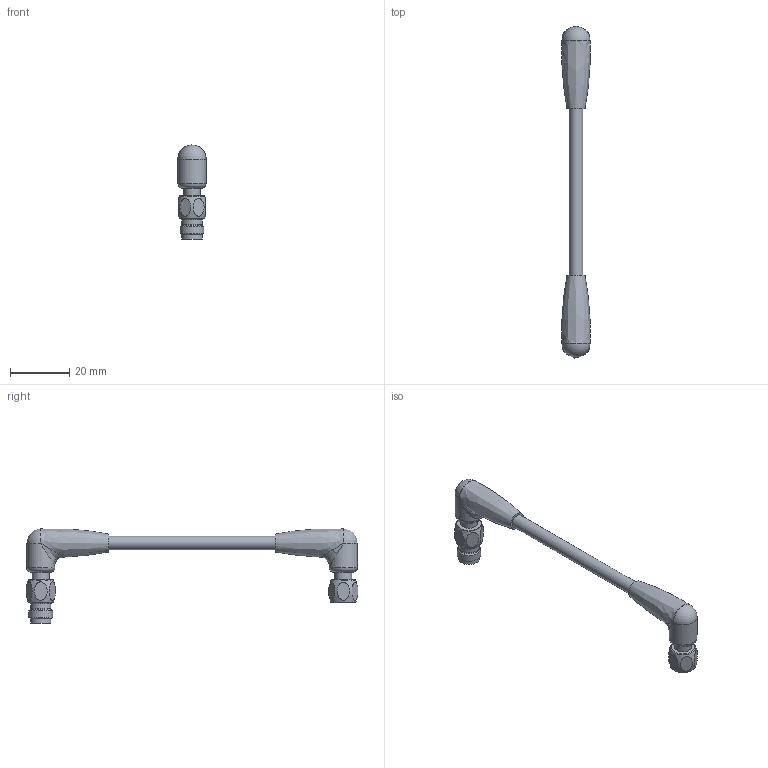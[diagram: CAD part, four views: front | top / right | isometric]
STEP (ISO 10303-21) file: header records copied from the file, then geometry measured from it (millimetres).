
FILE_DESCRIPTION(/* description */ (''),/* implementation_level */ '2;1');
FILE_NAME(/* name */ '8058608_Verbindungsleitung.stp',/* time_stamp */ '2016-05-20T13:20:32+02:00',/* author */ (''),/* organization */ (''),/* preprocessor_version */ 'ST-DEVELOPER v16',/* originating_system */ 'SIEMENS PLM Software NX 10.0',/* authorisation */ '');
FILE_SCHEMA (('AUTOMOTIVE_DESIGN { 1 0 10303 214 3 1 1 1 }'));
Length unit declared in the file: millimetre
Products named in the file (1): t.he12A4A042h2vh
Bounding box: 9.66 x 112.43 x 31.85 mm (x, y, z)
Volume: 6266.7 mm3; surface area: 3949.6 mm2
Topology: 1 solids, 1 shells, 72 faces, 144 edges, 95 vertices
Faces by surface type: plane 27, cylinder 19, torus 11, bspline 6, sphere 6, cone 3
Full cylindrical faces by diameter (mm): 1 x4, 1.1 x4, 4.6 x1, 5.7 x3, 5.8 x1, 6.9 x2, 7.2 x1, 8 x1, 9.5 x2
Entity records: 2073 total; most frequent: CARTESIAN_POINT 845, DIRECTION 260, ORIENTED_EDGE 154, EDGE_LOOP 136, AXIS2_PLACEMENT_3D 130, FACE_BOUND 110, EDGE_CURVE 77, ADVANCED_FACE 72
